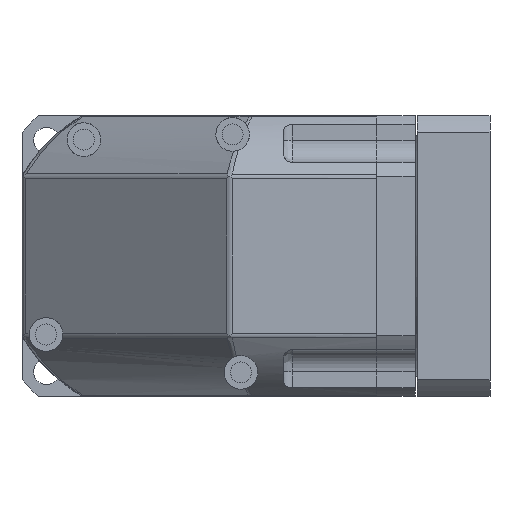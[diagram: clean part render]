
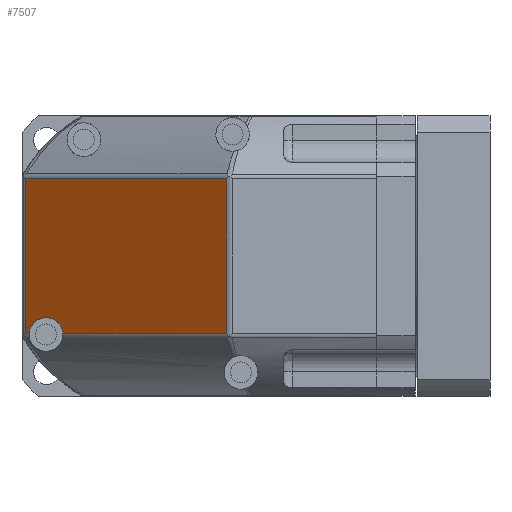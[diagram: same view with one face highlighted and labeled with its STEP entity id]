
A CAD part, front view. The second image highlights one B-rep face of the part: STEP entity #7507.
In plain terms, the highlighted face is planar.
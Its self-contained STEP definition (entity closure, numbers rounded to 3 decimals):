
#465 = EDGE_CURVE ( 'NONE', #12146, #9002, #4667, .T. ) ;
#577 = EDGE_CURVE ( 'NONE', #13547, #1194, #6791, .T. ) ;
#782 = CARTESIAN_POINT ( 'NONE',  ( 27.634, 27.56, 78.359 ) ) ;
#1194 = VERTEX_POINT ( 'NONE', #11341 ) ;
#1218 = CARTESIAN_POINT ( 'NONE',  ( 11.597, -6.032, 59.287 ) ) ;
#2004 = CARTESIAN_POINT ( 'NONE',  ( 4.864, 27.066, 51.281 ) ) ;
#2421 = DIRECTION ( 'NONE',  ( 0.644, -0.001, 0.765 ) ) ;
#2634 = ORIENTED_EDGE ( 'NONE', *, *, #7148, .T. ) ;
#2883 = DIRECTION ( 'NONE',  ( 0.644, 0., 0.765 ) ) ;
#3382 = VECTOR ( 'NONE', #7988, 1000. ) ;
#3619 = CARTESIAN_POINT ( 'NONE',  ( 4.864, 27.066, 51.281 ) ) ;
#3829 = ORIENTED_EDGE ( 'NONE', *, *, #577, .T. ) ;
#3849 = LINE ( 'NONE', #5913, #6607 ) ;
#3983 = LINE ( 'NONE', #8622, #9527 ) ;
#3991 = CARTESIAN_POINT ( 'NONE',  ( 11.597, -19.444, 59.287 ) ) ;
#4169 = ORIENTED_EDGE ( 'NONE', *, *, #11082, .T. ) ;
#4643 =( BOUNDED_CURVE ( )  B_SPLINE_CURVE ( 3, ( #7193, #13447, #8234, #2004 ),
 .UNSPECIFIED., .F., .F. ) 
 B_SPLINE_CURVE_WITH_KNOTS ( ( 4, 4 ),
 ( 0.077, 3.068 ),
 .UNSPECIFIED. ) 
 CURVE ( )  GEOMETRIC_REPRESENTATION_ITEM ( )  RATIONAL_B_SPLINE_CURVE ( ( 1., 0.384, 0.384, 1. ) ) 
 REPRESENTATION_ITEM ( '' )  );
#4667 = LINE ( 'NONE', #6898, #7113 ) ;
#4789 = LINE ( 'NONE', #3991, #10354 ) ;
#4791 = DIRECTION ( 'NONE',  ( 0.644, -0.001, 0.765 ) ) ;
#5389 = VERTEX_POINT ( 'NONE', #1218 ) ;
#5446 = FACE_OUTER_BOUND ( 'NONE', #5875, .T. ) ;
#5577 = ORIENTED_EDGE ( 'NONE', *, *, #7547, .F. ) ;
#5875 = EDGE_LOOP ( 'NONE', ( #4169, #5577, #12468, #2634, #13060, #3829 ) ) ;
#5913 = CARTESIAN_POINT ( 'NONE',  ( 4.864, 27.066, 51.281 ) ) ;
#6607 = VECTOR ( 'NONE', #10114, 1000. ) ;
#6791 = LINE ( 'NONE', #11166, #3382 ) ;
#6896 = VERTEX_POINT ( 'NONE', #3619 ) ;
#6898 = CARTESIAN_POINT ( 'NONE',  ( 27.634, 27.022, 78.359 ) ) ;
#6982 = PLANE ( 'NONE',  #12056 ) ;
#7029 = EDGE_CURVE ( 'NONE', #6896, #13547, #3849, .T. ) ;
#7072 = CARTESIAN_POINT ( 'NONE',  ( 11.597, 27.053, 59.287 ) ) ;
#7113 = VECTOR ( 'NONE', #4791, 1000. ) ;
#7148 = EDGE_CURVE ( 'NONE', #12146, #6896, #4643, .T. ) ;
#7193 = CARTESIAN_POINT ( 'NONE',  ( 10.901, 27.054, 58.46 ) ) ;
#7507 = ADVANCED_FACE ( 'NONE', ( #5446 ), #6982, .T. ) ;
#7547 = EDGE_CURVE ( 'NONE', #9002, #5389, #4789, .T. ) ;
#7988 = DIRECTION ( 'NONE',  ( 0., -1., 0. ) ) ;
#8234 = CARTESIAN_POINT ( 'NONE',  ( 5.251, 20.844, 51.741 ) ) ;
#8622 = CARTESIAN_POINT ( 'NONE',  ( -24.531, -5.963, 16.325 ) ) ;
#9002 = VERTEX_POINT ( 'NONE', #7072 ) ;
#9121 = DIRECTION ( 'NONE',  ( -0.765, 0., 0.644 ) ) ;
#9527 = VECTOR ( 'NONE', #2421, 1000. ) ;
#10114 = DIRECTION ( 'NONE',  ( -0.644, 0.001, -0.765 ) ) ;
#10226 = DIRECTION ( 'NONE',  ( 0., -1., 0. ) ) ;
#10354 = VECTOR ( 'NONE', #10226, 1000. ) ;
#10892 = CARTESIAN_POINT ( 'NONE',  ( -24.531, 27.122, 16.325 ) ) ;
#11082 = EDGE_CURVE ( 'NONE', #1194, #5389, #3983, .T. ) ;
#11166 = CARTESIAN_POINT ( 'NONE',  ( -24.531, 27.56, 16.325 ) ) ;
#11341 = CARTESIAN_POINT ( 'NONE',  ( -24.531, -5.963, 16.325 ) ) ;
#12056 = AXIS2_PLACEMENT_3D ( 'NONE', #782, #9121, #2883 ) ;
#12146 = VERTEX_POINT ( 'NONE', #13059 ) ;
#12468 = ORIENTED_EDGE ( 'NONE', *, *, #465, .F. ) ;
#13059 = CARTESIAN_POINT ( 'NONE',  ( 10.901, 27.054, 58.46 ) ) ;
#13060 = ORIENTED_EDGE ( 'NONE', *, *, #7029, .T. ) ;
#13447 = CARTESIAN_POINT ( 'NONE',  ( 10.497, 20.834, 57.98 ) ) ;
#13547 = VERTEX_POINT ( 'NONE', #10892 ) ;
